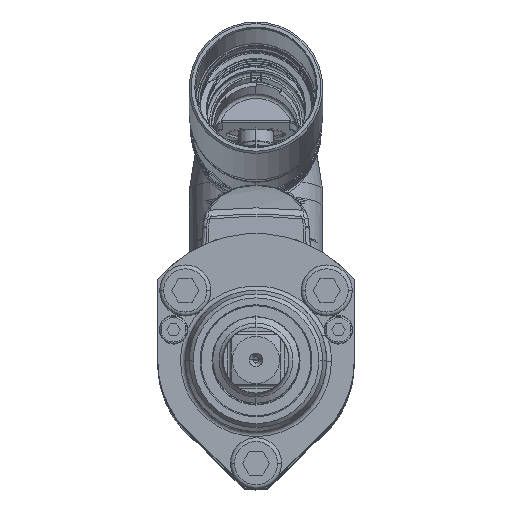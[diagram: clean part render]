
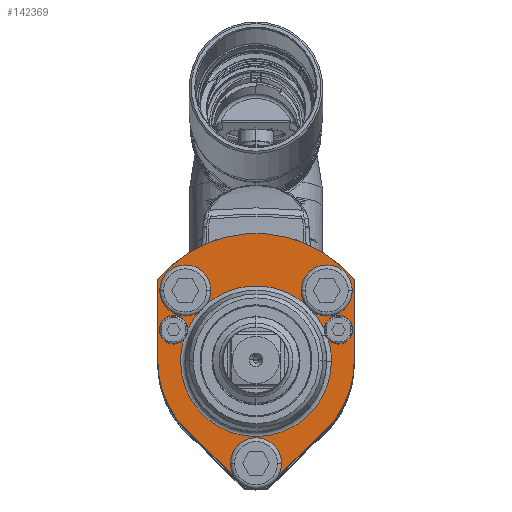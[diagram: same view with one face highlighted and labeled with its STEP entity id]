
A CAD part, top view. The second image highlights one B-rep face of the part: STEP entity #142369.
In plain terms, the highlighted planar face has unit normal (0, 0, 1).
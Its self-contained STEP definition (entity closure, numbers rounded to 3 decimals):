
#140315=CARTESIAN_POINT('',(18.,18.,409.7));
#140316=DIRECTION('',(0.,0.,1.));
#140317=DIRECTION('',(0.,-1.,0.));
#140318=AXIS2_PLACEMENT_3D('',#140315,#140316,#140317);
#140320=CARTESIAN_POINT('',(18.,18.,409.7));
#140321=DIRECTION('',(0.,0.,1.));
#140322=DIRECTION('',(0.,1.,0.));
#140323=AXIS2_PLACEMENT_3D('',#140320,#140321,#140322);
#140325=CARTESIAN_POINT('',(-18.,18.,409.7));
#140326=DIRECTION('',(0.,0.,1.));
#140327=DIRECTION('',(0.,-1.,0.));
#140328=AXIS2_PLACEMENT_3D('',#140325,#140326,#140327);
#140330=CARTESIAN_POINT('',(-18.,18.,409.7));
#140331=DIRECTION('',(0.,0.,1.));
#140332=DIRECTION('',(0.,1.,0.));
#140333=AXIS2_PLACEMENT_3D('',#140330,#140331,#140332);
#140335=CARTESIAN_POINT('',(0.,0.,409.7));
#140336=DIRECTION('',(0.,0.,1.));
#140337=DIRECTION('',(-0.959,0.282,0.));
#140338=AXIS2_PLACEMENT_3D('',#140335,#140336,#140337);
#140340=CARTESIAN_POINT('',(0.,0.,409.7));
#140341=DIRECTION('',(0.,0.,1.));
#140342=DIRECTION('',(-1.,-0.01,0.));
#140343=AXIS2_PLACEMENT_3D('',#140340,#140341,#140342);
#140345=CARTESIAN_POINT('',(0.,0.,409.7));
#140346=DIRECTION('',(0.,0.,1.));
#140347=DIRECTION('',(1.,0.,0.));
#140348=AXIS2_PLACEMENT_3D('',#140345,#140346,#140347);
#140350=CARTESIAN_POINT('',(21.,8.,409.7));
#140351=DIRECTION('',(0.,0.,1.));
#140352=DIRECTION('',(-0.707,-0.707,0.));
#140353=AXIS2_PLACEMENT_3D('',#140350,#140351,#140352);
#140355=CARTESIAN_POINT('',(21.,8.,409.7));
#140356=DIRECTION('',(0.,0.,1.));
#140357=DIRECTION('',(0.,-1.,0.));
#140358=AXIS2_PLACEMENT_3D('',#140355,#140356,#140357);
#140360=CARTESIAN_POINT('',(21.,8.,409.7));
#140361=DIRECTION('',(0.,0.,1.));
#140362=DIRECTION('',(0.,1.,0.));
#140363=AXIS2_PLACEMENT_3D('',#140360,#140361,#140362);
#140365=CARTESIAN_POINT('',(0.,0.,409.7));
#140366=DIRECTION('',(0.,0.,1.));
#140367=DIRECTION('',(0.904,0.428,0.));
#140368=AXIS2_PLACEMENT_3D('',#140365,#140366,#140367);
#140370=CARTESIAN_POINT('',(-21.,8.,409.7));
#140371=DIRECTION('',(0.,0.,1.));
#140372=DIRECTION('',(0.998,0.059,0.));
#140373=AXIS2_PLACEMENT_3D('',#140370,#140371,#140372);
#140375=CARTESIAN_POINT('',(-21.,8.,409.7));
#140376=DIRECTION('',(0.,0.,1.));
#140377=DIRECTION('',(0.,1.,0.));
#140378=AXIS2_PLACEMENT_3D('',#140375,#140376,#140377);
#140380=CARTESIAN_POINT('',(-21.,8.,409.7));
#140381=DIRECTION('',(0.,0.,1.));
#140382=DIRECTION('',(0.,-1.,0.));
#140383=AXIS2_PLACEMENT_3D('',#140380,#140381,#140382);
#140385=DIRECTION('',(-0.707,-0.707,0.));
#140386=VECTOR('',#140385,20.712);
#140387=CARTESIAN_POINT('',(20.204,-14.724,409.7));
#140388=LINE('',#140387,#140386);
#140389=CARTESIAN_POINT('',(0.,-26.,409.7));
#140390=DIRECTION('',(0.,0.,-1.));
#140391=DIRECTION('',(1.,0.,0.));
#140392=AXIS2_PLACEMENT_3D('',#140389,#140390,#140391);
#140394=CARTESIAN_POINT('',(0.,-26.,409.7));
#140395=DIRECTION('',(0.,0.,-1.));
#140396=DIRECTION('',(-1.,0.,0.));
#140397=AXIS2_PLACEMENT_3D('',#140394,#140395,#140396);
#140399=CARTESIAN_POINT('',(0.,-26.,409.7));
#140400=DIRECTION('',(0.,0.,-1.));
#140401=DIRECTION('',(-0.855,-0.518,0.));
#140402=AXIS2_PLACEMENT_3D('',#140399,#140400,#140401);
#140404=DIRECTION('',(-0.707,0.707,0.));
#140405=VECTOR('',#140404,20.712);
#140406=CARTESIAN_POINT('',(-5.558,-29.37,409.7));
#140407=LINE('',#140406,#140405);
#140408=CARTESIAN_POINT('',(0.,0.,409.7));
#140409=DIRECTION('',(0.,0.,-1.));
#140410=DIRECTION('',(-0.808,-0.589,0.));
#140411=AXIS2_PLACEMENT_3D('',#140408,#140409,#140410);
#140413=DIRECTION('',(0.,1.,0.));
#140414=VECTOR('',#140413,20.767);
#140415=CARTESIAN_POINT('',(-25.,0.,409.7));
#140416=LINE('',#140415,#140414);
#140417=CARTESIAN_POINT('',(0.,0.,409.7));
#140418=DIRECTION('',(0.,0.,-1.));
#140419=DIRECTION('',(-0.769,0.639,0.));
#140420=AXIS2_PLACEMENT_3D('',#140417,#140418,#140419);
#140422=DIRECTION('',(0.,-1.,0.));
#140423=VECTOR('',#140422,20.767);
#140424=CARTESIAN_POINT('',(25.,20.767,409.7));
#140425=LINE('',#140424,#140423);
#140426=CARTESIAN_POINT('',(0.,0.,409.7));
#140427=DIRECTION('',(0.,0.,-1.));
#140428=DIRECTION('',(1.,0.,0.));
#140429=AXIS2_PLACEMENT_3D('',#140426,#140427,#140428);
#141519=CARTESIAN_POINT('',(-25.,20.767,409.7));
#141520=CARTESIAN_POINT('',(25.,20.767,409.7));
#141521=VERTEX_POINT('',#141519);
#141522=VERTEX_POINT('',#141520);
#141523=CARTESIAN_POINT('',(25.,0.,409.7));
#141524=VERTEX_POINT('',#141523);
#141525=CARTESIAN_POINT('',(20.204,-14.724,409.7));
#141526=VERTEX_POINT('',#141525);
#141527=CARTESIAN_POINT('',(-20.204,-14.724,409.7));
#141528=CARTESIAN_POINT('',(-25.,0.,409.7));
#141529=VERTEX_POINT('',#141527);
#141530=VERTEX_POINT('',#141528);
#141531=CARTESIAN_POINT('',(18.,13.85,409.7));
#141532=CARTESIAN_POINT('',(18.,22.15,409.7));
#141533=VERTEX_POINT('',#141531);
#141534=VERTEX_POINT('',#141532);
#141535=CARTESIAN_POINT('',(-18.,13.85,409.7));
#141536=CARTESIAN_POINT('',(-18.,22.15,409.7));
#141537=VERTEX_POINT('',#141535);
#141538=VERTEX_POINT('',#141536);
#141539=CARTESIAN_POINT('',(19.2,0.,409.7));
#141540=CARTESIAN_POINT('',(18.419,5.421,409.7));
#141541=VERTEX_POINT('',#141539);
#141542=VERTEX_POINT('',#141540);
#141543=CARTESIAN_POINT('',(21.,4.35,409.7));
#141544=VERTEX_POINT('',#141543);
#141545=CARTESIAN_POINT('',(21.,11.65,409.7));
#141546=VERTEX_POINT('',#141545);
#141547=CARTESIAN_POINT('',(17.356,8.215,409.7));
#141548=VERTEX_POINT('',#141547);
#141549=CARTESIAN_POINT('',(-17.354,8.214,409.7));
#141550=VERTEX_POINT('',#141549);
#141551=CARTESIAN_POINT('',(-21.,11.65,409.7));
#141552=VERTEX_POINT('',#141551);
#141553=CARTESIAN_POINT('',(-21.,4.35,409.7));
#141554=VERTEX_POINT('',#141553);
#141555=CARTESIAN_POINT('',(-18.418,5.42,409.7));
#141556=VERTEX_POINT('',#141555);
#141565=CARTESIAN_POINT('',(-19.199,-0.195,409.7));
#141566=VERTEX_POINT('',#141565);
#141815=CARTESIAN_POINT('',(5.558,-29.37,409.7));
#141816=VERTEX_POINT('',#141815);
#141823=CARTESIAN_POINT('',(-5.558,-29.37,409.7));
#141824=VERTEX_POINT('',#141823);
#141825=CARTESIAN_POINT('',(-6.5,-26.,409.7));
#141826=VERTEX_POINT('',#141825);
#141827=CARTESIAN_POINT('',(6.5,-26.,409.7));
#141828=VERTEX_POINT('',#141827);
#142312=CARTESIAN_POINT('',(0.,-0.002,409.7));
#142313=DIRECTION('',(0.,0.,1.));
#142314=DIRECTION('',(-1.,0.,0.));
#142315=AXIS2_PLACEMENT_3D('',#142312,#142313,#142314);
#142316=PLANE('',#142315);
#142317=ORIENTED_EDGE('',*,*,#142293,.T.);
#142319=ORIENTED_EDGE('',*,*,#142318,.F.);
#142321=ORIENTED_EDGE('',*,*,#142320,.F.);
#142323=ORIENTED_EDGE('',*,*,#142322,.F.);
#142325=ORIENTED_EDGE('',*,*,#142324,.T.);
#142327=ORIENTED_EDGE('',*,*,#142326,.T.);
#142329=ORIENTED_EDGE('',*,*,#142328,.T.);
#142330=ORIENTED_EDGE('',*,*,#142217,.T.);
#142331=ORIENTED_EDGE('',*,*,#142244,.T.);
#142332=ORIENTED_EDGE('',*,*,#142270,.T.);
#142333=EDGE_LOOP('',(#142317,#142319,#142321,#142323,#142325,#142327,#142329,
#142330,#142331,#142332));
#142334=FACE_OUTER_BOUND('',#142333,.F.);
#142336=ORIENTED_EDGE('',*,*,#142335,.T.);
#142338=ORIENTED_EDGE('',*,*,#142337,.T.);
#142339=EDGE_LOOP('',(#142336,#142338));
#142340=FACE_BOUND('',#142339,.F.);
#142342=ORIENTED_EDGE('',*,*,#142341,.T.);
#142344=ORIENTED_EDGE('',*,*,#142343,.T.);
#142345=EDGE_LOOP('',(#142342,#142344));
#142346=FACE_BOUND('',#142345,.F.);
#142348=ORIENTED_EDGE('',*,*,#142347,.T.);
#142350=ORIENTED_EDGE('',*,*,#142349,.T.);
#142352=ORIENTED_EDGE('',*,*,#142351,.T.);
#142354=ORIENTED_EDGE('',*,*,#142353,.T.);
#142356=ORIENTED_EDGE('',*,*,#142355,.T.);
#142358=ORIENTED_EDGE('',*,*,#142357,.T.);
#142360=ORIENTED_EDGE('',*,*,#142359,.T.);
#142362=ORIENTED_EDGE('',*,*,#142361,.T.);
#142364=ORIENTED_EDGE('',*,*,#142363,.T.);
#142366=ORIENTED_EDGE('',*,*,#142365,.T.);
#142367=EDGE_LOOP('',(#142348,#142350,#142352,#142354,#142356,#142358,#142360,
#142362,#142364,#142366));
#142368=FACE_BOUND('',#142367,.F.);
#140319=CIRCLE('',#140318,4.15);
#140324=CIRCLE('',#140323,4.15);
#140329=CIRCLE('',#140328,4.15);
#140334=CIRCLE('',#140333,4.15);
#140339=CIRCLE('',#140338,19.2);
#140344=CIRCLE('',#140343,19.2);
#140349=CIRCLE('',#140348,19.2);
#140354=CIRCLE('',#140353,3.65);
#140359=CIRCLE('',#140358,3.65);
#140364=CIRCLE('',#140363,3.65);
#140369=CIRCLE('',#140368,19.2);
#140374=CIRCLE('',#140373,3.65);
#140379=CIRCLE('',#140378,3.65);
#140384=CIRCLE('',#140383,3.65);
#140393=CIRCLE('',#140392,6.5);
#140398=CIRCLE('',#140397,6.5);
#140403=CIRCLE('',#140402,6.5);
#140412=CIRCLE('',#140411,25.);
#140421=CIRCLE('',#140420,32.5);
#140430=CIRCLE('',#140429,25.);
#142217=EDGE_CURVE('',#141521,#141522,#140421,.T.);
#142244=EDGE_CURVE('',#141522,#141524,#140425,.T.);
#142270=EDGE_CURVE('',#141524,#141526,#140430,.T.);
#142293=EDGE_CURVE('',#141526,#141816,#140388,.T.);
#142318=EDGE_CURVE('',#141828,#141816,#140393,.T.);
#142320=EDGE_CURVE('',#141826,#141828,#140398,.T.);
#142322=EDGE_CURVE('',#141824,#141826,#140403,.T.);
#142324=EDGE_CURVE('',#141824,#141529,#140407,.T.);
#142326=EDGE_CURVE('',#141529,#141530,#140412,.T.);
#142328=EDGE_CURVE('',#141530,#141521,#140416,.T.);
#142335=EDGE_CURVE('',#141533,#141534,#140319,.T.);
#142337=EDGE_CURVE('',#141534,#141533,#140324,.T.);
#142341=EDGE_CURVE('',#141537,#141538,#140329,.T.);
#142343=EDGE_CURVE('',#141538,#141537,#140334,.T.);
#142347=EDGE_CURVE('',#141556,#141566,#140339,.T.);
#142349=EDGE_CURVE('',#141566,#141541,#140344,.T.);
#142351=EDGE_CURVE('',#141541,#141542,#140349,.T.);
#142353=EDGE_CURVE('',#141542,#141544,#140354,.T.);
#142355=EDGE_CURVE('',#141544,#141546,#140359,.T.);
#142357=EDGE_CURVE('',#141546,#141548,#140364,.T.);
#142359=EDGE_CURVE('',#141548,#141550,#140369,.T.);
#142361=EDGE_CURVE('',#141550,#141552,#140374,.T.);
#142363=EDGE_CURVE('',#141552,#141554,#140379,.T.);
#142365=EDGE_CURVE('',#141554,#141556,#140384,.T.);
#142369=ADVANCED_FACE('',(#142334,#142340,#142346,#142368),#142316,.T.);
